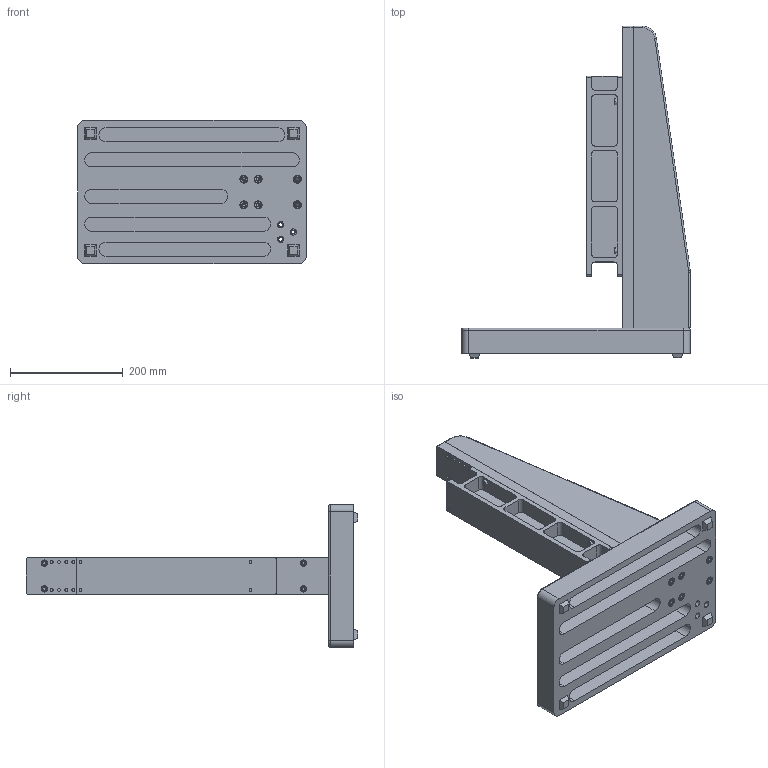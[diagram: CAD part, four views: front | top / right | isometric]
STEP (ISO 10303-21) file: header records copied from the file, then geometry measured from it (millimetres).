
FILE_DESCRIPTION (( 'STEP AP214' ), '1' );
FILE_NAME ('10-335-01.STEP', '2015-03-02T17:28:35', ( 'USER-PC' ), ( '' ), 'SwSTEP 2.0', 'SolidWorks 2014', '' );
FILE_SCHEMA (( 'AUTOMOTIVE_DESIGN' ));
Length unit declared in the file: inch
Products named in the file (1): 10-335-01
Bounding box: 406.58 x 589.46 x 254 mm (x, y, z)
Surface area: 735512.4 mm2 (no closed solid volume)
Topology: 0 solids, 34 shells, 450 faces, 1377 edges, 934 vertices
Faces by surface type: plane 192, cylinder 164, cone 82, torus 12
Entity records: 22131 total; most frequent: CARTESIAN_POINT 3549, DIRECTION 2877, ORIENTED_EDGE 2232, EDGE_CURVE 1377, AXIS2_PLACEMENT_3D 1126, VERTEX_POINT 934, CIRCLE 675, VECTOR 625
